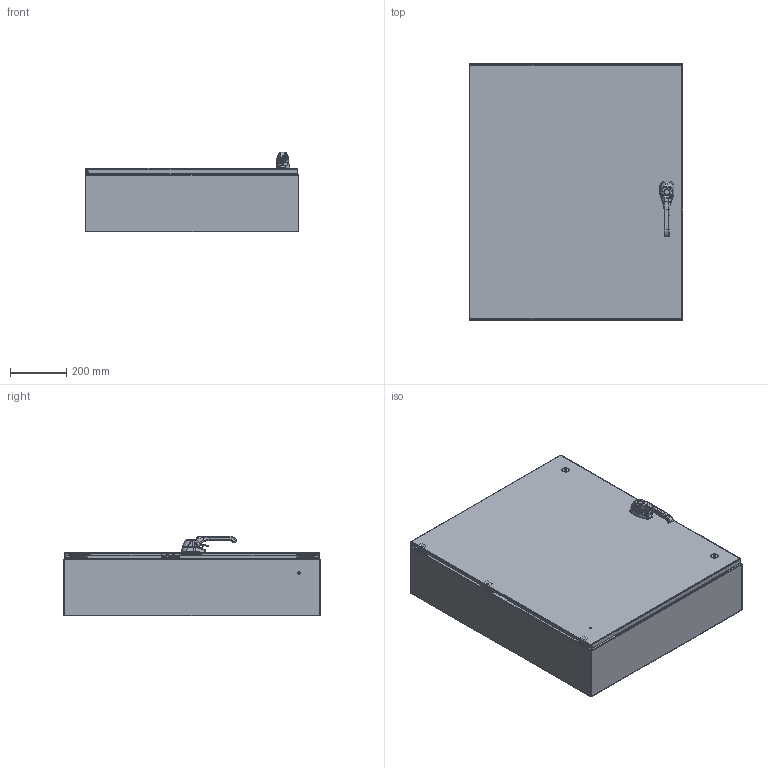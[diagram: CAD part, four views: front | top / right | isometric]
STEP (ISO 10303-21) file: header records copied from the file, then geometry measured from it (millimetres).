
FILE_DESCRIPTION((''),'2;1');
FILE_NAME('N4123630083PTC.iam.stp','2011-09-09T10:48:59',(''),(''),'Autodesk Inventor 2011','Autodesk Inventor 2011','');
FILE_SCHEMA(('AUTOMOTIVE_DESIGN { 1 0 10303 214 1 1 1 1 }'));
Length unit declared in the file: inch
Products named in the file (30): N4123630083PTC; N4123630083PTCBKP; N41236303PTCLID; HFW328176; 17376 PIN; 17380 SCREW; 17723 BOX LEAF; 17723-UTI BRACKET; 17910 SEALING WASHER; HFW3161; 388150; HFW328175; HFW32450; 35196; 1000-B18_ASM; 1000-73; 1000-67; D6799_5; 1000-u49_asm; 1000-105; D933_M5X8; 38846; HFW37043-36; HFW37043-1049-08; HFW37043-1049-09; HFW37043-1049-03-02  36; 35196(1001-U11_ASSM); 1001-U11_AF0; DIN917_M6; 1001-u11-STUD
Assembly tree (49 placements, depth 4):
  N4123630083PTC
    N4123630083PTCBKP
    N41236303PTCLID
    HFW328176  x3
      17376 PIN
      17380 SCREW
      17723 BOX LEAF
      17723-UTI BRACKET
      17910 SEALING WASHER
    HFW3161  x3
    388150  x6
    HFW328175  x3
    HFW32450
    35196
      1000-B18_ASM
        1000-73
        1000-67  x2
      D6799_5  x2
      1000-u49_asm  x2
        1000-105
        D933_M5X8
    38846  x2
    HFW37043-36  x2
      HFW37043-1049-08
      HFW37043-1049-09
      HFW37043-1049-03-02  36
    35196(1001-U11_ASSM)  x2
      1001-U11_AF0
      DIN917_M6
      1001-u11-STUD
Bounding box: 762 x 914.4 x 284.13 mm (x, y, z)
Volume: 4287619.5 mm3; surface area: 4612173.8 mm2
Topology: 60 solids, 1541 shells, 3398 faces, 11354 edges, 9524 vertices
Faces by surface type: cylinder 1279, plane 1066, bspline 351, cone 323, torus 273, sphere 106
Full cylindrical faces by diameter (mm): 2.362 x6, 2.7 x2, 3.175 x3, 3.317 x102, 3.861 x6, 3.962 x3, 4 x4, 4.064 x2, 4.166 x102, 4.2 x6, 4.25 x6, 4.3 x2, 4.366 x6, 4.572 x6, 4.775 x8, 5 x6, 6 x6, 6.03 x2, 6.2 x2, 6.3 x2, 6.35 x14, 6.502 x6, 6.733 x2, 6.985 x6, 7.5 x2, 7.62 x6, 7.874 x4, 8.128 x6, 8.2 x2, 8.4 x2
Entity records: 152040 total; most frequent: CARTESIAN_POINT 73816, DIRECTION 13915, ORIENTED_EDGE 9960, EDGE_CURVE 8357, VERTEX_POINT 7806, AXIS2_PLACEMENT_3D 5131, VECTOR 3653, LINE 3653
